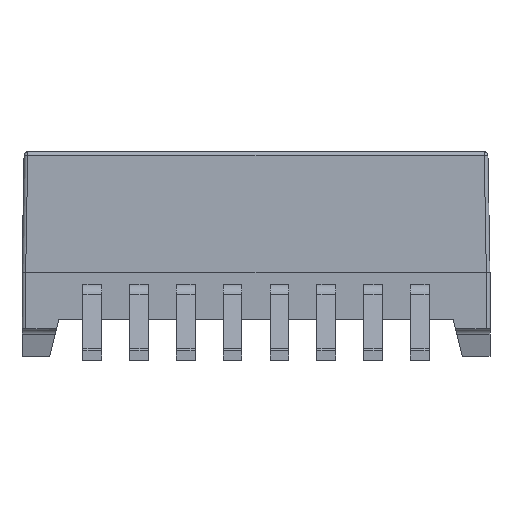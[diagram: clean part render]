
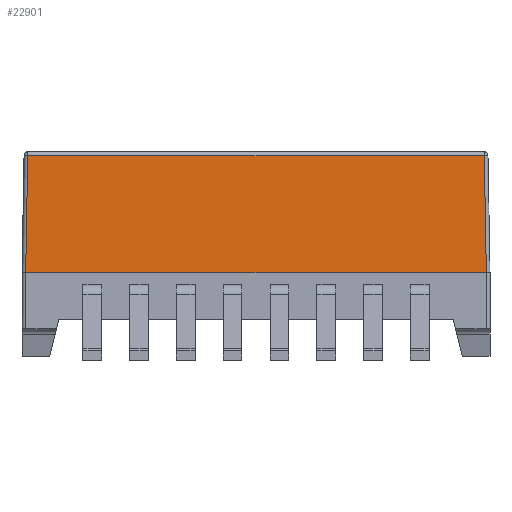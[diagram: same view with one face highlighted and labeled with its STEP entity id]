
A CAD part, left-side view. The second image highlights one B-rep face of the part: STEP entity #22901.
In plain terms, the highlighted face is planar.
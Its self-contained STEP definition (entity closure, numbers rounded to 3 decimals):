
#2253=ORIENTED_EDGE('',*,*,#6737,.F.);
#2254=ORIENTED_EDGE('',*,*,#6040,.T.);
#2255=ORIENTED_EDGE('',*,*,#6048,.F.);
#2256=ORIENTED_EDGE('',*,*,#6064,.F.);
#6040=EDGE_CURVE('',#8513,#8516,#10165,.T.);
#6048=EDGE_CURVE('',#8521,#8516,#10169,.T.);
#6064=EDGE_CURVE('',#8530,#8521,#10177,.T.);
#6737=EDGE_CURVE('',#8513,#8530,#10547,.T.);
#8513=VERTEX_POINT('',#29473);
#8516=VERTEX_POINT('',#29481);
#8521=VERTEX_POINT('',#29497);
#8530=VERTEX_POINT('',#29528);
#10165=LINE('',#29483,#11936);
#10169=LINE('',#29499,#11940);
#10177=LINE('',#29530,#11948);
#10547=LINE('',#32614,#12318);
#11936=VECTOR('',#24968,1000.);
#11940=VECTOR('',#24986,1000.);
#11948=VECTOR('',#25022,1000.);
#12318=VECTOR('',#25964,1000.);
#13947=EDGE_LOOP('',(#2253,#2254,#2255,#2256));
#14939=FACE_BOUND('',#13947,.T.);
#15812=PLANE('',#23853);
#22901=ADVANCED_FACE('',(#14939),#15812,.T.);
#23853=AXIS2_PLACEMENT_3D('',#32613,#25962,#25963);
#24968=DIRECTION('',(-0.017,0.017,1.));
#24986=DIRECTION('',(1.,0.,0.));
#25022=DIRECTION('',(0.017,0.017,1.));
#25962=DIRECTION('',(0.,-1.,0.017));
#25963=DIRECTION('',(0.,-0.017,-1.));
#25964=DIRECTION('',(-1.,0.,0.));
#29473=CARTESIAN_POINT('',(6.25,-3.45,2.37));
#29481=CARTESIAN_POINT('',(6.194,-3.394,5.552));
#29483=CARTESIAN_POINT('',(6.248,-3.448,2.479));
#29497=CARTESIAN_POINT('',(-6.194,-3.394,5.552));
#29499=CARTESIAN_POINT('',(-6.293,-3.394,5.552));
#29528=CARTESIAN_POINT('',(-6.25,-3.45,2.37));
#29530=CARTESIAN_POINT('',(-6.248,-3.448,2.479));
#32613=CARTESIAN_POINT('',(0.,-3.45,2.37));
#32614=CARTESIAN_POINT('',(6.35,-3.45,2.37));
